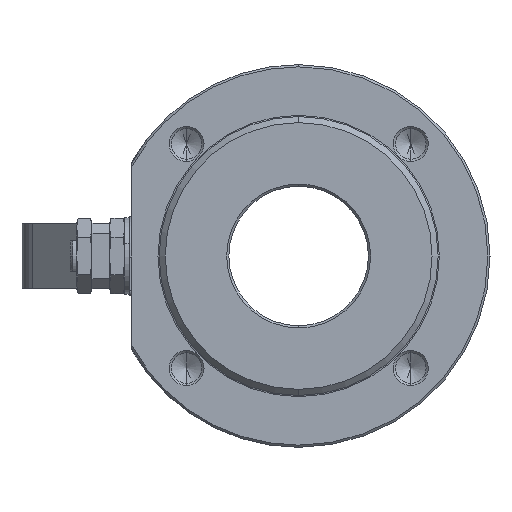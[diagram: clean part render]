
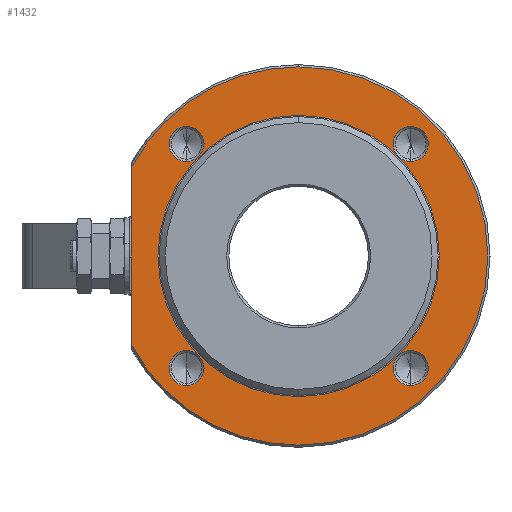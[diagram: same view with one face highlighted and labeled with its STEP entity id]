
A CAD part, left-side view. The second image highlights one B-rep face of the part: STEP entity #1432.
In plain terms, the highlighted planar face has unit normal (-1, 0, 0).
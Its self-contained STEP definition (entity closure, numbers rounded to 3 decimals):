
#1150 = EDGE_CURVE ( 'NONE', #2818, #2862, #5417, .T. ) ;
#1198 = EDGE_CURVE ( 'NONE', #1199, #2791, #5555, .T. ) ;
#1199 = VERTEX_POINT ( 'NONE', #5550 ) ;
#1371 = EDGE_CURVE ( 'NONE', #2305, #2296, #5778, .T. ) ;
#1376 = EDGE_CURVE ( 'NONE', #2402, #2406, #5772, .T. ) ;
#1417 = EDGE_CURVE ( 'NONE', #2297, #2299, #5882, .T. ) ;
#1432 = ADVANCED_FACE ( 'NONE', ( #5926, #5921, #5920, #5919, #5918, #5917 ), #5916, .T. ) ;
#1433 = EDGE_LOOP ( 'NONE', ( #1434, #1488 ) ) ;
#1434 = ORIENTED_EDGE ( 'NONE', *, *, #2858, .T. ) ;
#1460 = EDGE_CURVE ( 'NONE', #2267, #2279, #5962, .T. ) ;
#1476 = ORIENTED_EDGE ( 'NONE', *, *, #2206, .F. ) ;
#1477 = EDGE_LOOP ( 'NONE', ( #1478, #1480, #1481, #1482 ) ) ;
#1478 = ORIENTED_EDGE ( 'NONE', *, *, #1479, .F. ) ;
#1479 = EDGE_CURVE ( 'NONE', #1199, #2798, #6034, .T. ) ;
#1480 = ORIENTED_EDGE ( 'NONE', *, *, #1198, .T. ) ;
#1481 = ORIENTED_EDGE ( 'NONE', *, *, #2790, .T. ) ;
#1482 = ORIENTED_EDGE ( 'NONE', *, *, #2804, .T. ) ;
#1488 = ORIENTED_EDGE ( 'NONE', *, *, #1150, .T. ) ;
#1489 = EDGE_LOOP ( 'NONE', ( #1490, #1491 ) ) ;
#1490 = ORIENTED_EDGE ( 'NONE', *, *, #1376, .F. ) ;
#1491 = ORIENTED_EDGE ( 'NONE', *, *, #2401, .F. ) ;
#1492 = EDGE_LOOP ( 'NONE', ( #1493, #1494 ) ) ;
#1493 = ORIENTED_EDGE ( 'NONE', *, *, #1371, .F. ) ;
#1494 = ORIENTED_EDGE ( 'NONE', *, *, #2253, .F. ) ;
#1495 = EDGE_LOOP ( 'NONE', ( #1496, #1497 ) ) ;
#1496 = ORIENTED_EDGE ( 'NONE', *, *, #1417, .F. ) ;
#1497 = ORIENTED_EDGE ( 'NONE', *, *, #2251, .F. ) ;
#1498 = EDGE_LOOP ( 'NONE', ( #1499, #1476 ) ) ;
#1499 = ORIENTED_EDGE ( 'NONE', *, *, #1460, .F. ) ;
#2206 = EDGE_CURVE ( 'NONE', #2279, #2267, #7342, .T. ) ;
#2251 = EDGE_CURVE ( 'NONE', #2299, #2297, #7483, .T. ) ;
#2253 = EDGE_CURVE ( 'NONE', #2296, #2305, #7478, .T. ) ;
#2267 = VERTEX_POINT ( 'NONE', #7509 ) ;
#2279 = VERTEX_POINT ( 'NONE', #7546 ) ;
#2296 = VERTEX_POINT ( 'NONE', #7585 ) ;
#2297 = VERTEX_POINT ( 'NONE', #7584 ) ;
#2299 = VERTEX_POINT ( 'NONE', #7583 ) ;
#2305 = VERTEX_POINT ( 'NONE', #7571 ) ;
#2401 = EDGE_CURVE ( 'NONE', #2406, #2402, #7739, .T. ) ;
#2402 = VERTEX_POINT ( 'NONE', #7729 ) ;
#2406 = VERTEX_POINT ( 'NONE', #7728 ) ;
#2790 = EDGE_CURVE ( 'NONE', #2791, #2811, #8506, .T. ) ;
#2791 = VERTEX_POINT ( 'NONE', #8501 ) ;
#2798 = VERTEX_POINT ( 'NONE', #8500 ) ;
#2804 = EDGE_CURVE ( 'NONE', #2811, #2798, #8489, .T. ) ;
#2811 = VERTEX_POINT ( 'NONE', #8533 ) ;
#2818 = VERTEX_POINT ( 'NONE', #8579 ) ;
#2858 = EDGE_CURVE ( 'NONE', #2862, #2818, #8670, .T. ) ;
#2862 = VERTEX_POINT ( 'NONE', #8661 ) ;
#5409 = DIRECTION ( 'NONE',  ( 0., 0., 1. ) ) ;
#5410 = DIRECTION ( 'NONE',  ( 1., 0., 0. ) ) ;
#5411 = CARTESIAN_POINT ( 'NONE',  ( -48.5, 0., 0. ) ) ;
#5412 = AXIS2_PLACEMENT_3D ( 'NONE', #5411, #5410, #5409 ) ;
#5417 = CIRCLE ( 'NONE', #5412, 64.331 ) ;
#5550 = CARTESIAN_POINT ( 'NONE',  ( -48.5, 76.5, -40.373 ) ) ;
#5551 = DIRECTION ( 'NONE',  ( 0., 0., 1. ) ) ;
#5552 = DIRECTION ( 'NONE',  ( -1., 0., 0. ) ) ;
#5553 = CARTESIAN_POINT ( 'NONE',  ( -48.5, 0., 0. ) ) ;
#5554 = AXIS2_PLACEMENT_3D ( 'NONE', #5553, #5552, #5551 ) ;
#5555 = CIRCLE ( 'NONE', #5554, 86.5 ) ;
#5770 = CARTESIAN_POINT ( 'NONE',  ( -48.5, 51.265, -51.265 ) ) ;
#5771 = AXIS2_PLACEMENT_3D ( 'NONE', #5770, #5832, #5831 ) ;
#5772 = CIRCLE ( 'NONE', #5771, 8. ) ;
#5774 = DIRECTION ( 'NONE',  ( 0., 0., 1. ) ) ;
#5775 = DIRECTION ( 'NONE',  ( -1., 0., 0. ) ) ;
#5776 = CARTESIAN_POINT ( 'NONE',  ( -48.5, -51.265, -51.265 ) ) ;
#5777 = AXIS2_PLACEMENT_3D ( 'NONE', #5776, #5775, #5774 ) ;
#5778 = CIRCLE ( 'NONE', #5777, 8. ) ;
#5831 = DIRECTION ( 'NONE',  ( 0., 0., 1. ) ) ;
#5832 = DIRECTION ( 'NONE',  ( -1., 0., 0. ) ) ;
#5878 = DIRECTION ( 'NONE',  ( 0., 0., 1. ) ) ;
#5879 = DIRECTION ( 'NONE',  ( -1., 0., 0. ) ) ;
#5880 = CARTESIAN_POINT ( 'NONE',  ( -48.5, -51.265, 51.265 ) ) ;
#5881 = AXIS2_PLACEMENT_3D ( 'NONE', #5880, #5879, #5878 ) ;
#5882 = CIRCLE ( 'NONE', #5881, 8. ) ;
#5912 = DIRECTION ( 'NONE',  ( 0., 0., 1. ) ) ;
#5913 = DIRECTION ( 'NONE',  ( -1., 0., 0. ) ) ;
#5914 = AXIS2_PLACEMENT_3D ( 'NONE', #5915, #5913, #5912 ) ;
#5915 = CARTESIAN_POINT ( 'NONE',  ( -48.5, 64., 0. ) ) ;
#5916 = PLANE ( 'NONE',  #5914 ) ;
#5917 = FACE_OUTER_BOUND ( 'NONE', #1477, .T. ) ;
#5918 = FACE_BOUND ( 'NONE', #1498, .T. ) ;
#5919 = FACE_BOUND ( 'NONE', #1495, .T. ) ;
#5920 = FACE_BOUND ( 'NONE', #1492, .T. ) ;
#5921 = FACE_BOUND ( 'NONE', #1489, .T. ) ;
#5926 = FACE_BOUND ( 'NONE', #1433, .T. ) ;
#5958 = DIRECTION ( 'NONE',  ( 0., 0., 1. ) ) ;
#5959 = DIRECTION ( 'NONE',  ( -1., 0., 0. ) ) ;
#5960 = CARTESIAN_POINT ( 'NONE',  ( -48.5, 51.265, 51.265 ) ) ;
#5961 = AXIS2_PLACEMENT_3D ( 'NONE', #5960, #5959, #5958 ) ;
#5962 = CIRCLE ( 'NONE', #5961, 8. ) ;
#6028 = DIRECTION ( 'NONE',  ( 0., 0., 1. ) ) ;
#6029 = VECTOR ( 'NONE', #6028, 1000. ) ;
#6030 = CARTESIAN_POINT ( 'NONE',  ( -48.5, 76.5, 0. ) ) ;
#6034 = LINE ( 'NONE', #6030, #6029 ) ;
#7338 = DIRECTION ( 'NONE',  ( 0., 0., 1. ) ) ;
#7339 = DIRECTION ( 'NONE',  ( -1., 0., 0. ) ) ;
#7340 = CARTESIAN_POINT ( 'NONE',  ( -48.5, 51.265, 51.265 ) ) ;
#7341 = AXIS2_PLACEMENT_3D ( 'NONE', #7340, #7339, #7338 ) ;
#7342 = CIRCLE ( 'NONE', #7341, 8. ) ;
#7474 = DIRECTION ( 'NONE',  ( 0., 0., 1. ) ) ;
#7475 = DIRECTION ( 'NONE',  ( -1., 0., 0. ) ) ;
#7476 = CARTESIAN_POINT ( 'NONE',  ( -48.5, -51.265, -51.265 ) ) ;
#7477 = AXIS2_PLACEMENT_3D ( 'NONE', #7476, #7475, #7474 ) ;
#7478 = CIRCLE ( 'NONE', #7477, 8. ) ;
#7479 = DIRECTION ( 'NONE',  ( 0., 0., 1. ) ) ;
#7480 = DIRECTION ( 'NONE',  ( -1., 0., 0. ) ) ;
#7481 = CARTESIAN_POINT ( 'NONE',  ( -48.5, -51.265, 51.265 ) ) ;
#7482 = AXIS2_PLACEMENT_3D ( 'NONE', #7481, #7480, #7479 ) ;
#7483 = CIRCLE ( 'NONE', #7482, 8. ) ;
#7509 = CARTESIAN_POINT ( 'NONE',  ( -48.5, 51.265, 59.265 ) ) ;
#7546 = CARTESIAN_POINT ( 'NONE',  ( -48.5, 51.265, 43.265 ) ) ;
#7571 = CARTESIAN_POINT ( 'NONE',  ( -48.5, -51.265, -43.265 ) ) ;
#7583 = CARTESIAN_POINT ( 'NONE',  ( -48.5, -51.265, 43.265 ) ) ;
#7584 = CARTESIAN_POINT ( 'NONE',  ( -48.5, -51.265, 59.265 ) ) ;
#7585 = CARTESIAN_POINT ( 'NONE',  ( -48.5, -51.265, -59.265 ) ) ;
#7728 = CARTESIAN_POINT ( 'NONE',  ( -48.5, 51.265, -59.265 ) ) ;
#7729 = CARTESIAN_POINT ( 'NONE',  ( -48.5, 51.265, -43.265 ) ) ;
#7730 = DIRECTION ( 'NONE',  ( 0., 0., 1. ) ) ;
#7731 = DIRECTION ( 'NONE',  ( -1., 0., 0. ) ) ;
#7732 = CARTESIAN_POINT ( 'NONE',  ( -48.5, 51.265, -51.265 ) ) ;
#7733 = AXIS2_PLACEMENT_3D ( 'NONE', #7732, #7731, #7730 ) ;
#7739 = CIRCLE ( 'NONE', #7733, 8. ) ;
#8489 = CIRCLE ( 'NONE', #8549, 86.5 ) ;
#8500 = CARTESIAN_POINT ( 'NONE',  ( -48.5, 76.5, 40.373 ) ) ;
#8501 = CARTESIAN_POINT ( 'NONE',  ( -48.5, 0., -86.5 ) ) ;
#8502 = DIRECTION ( 'NONE',  ( 0., 0., 1. ) ) ;
#8503 = DIRECTION ( 'NONE',  ( -1., 0., 0. ) ) ;
#8504 = CARTESIAN_POINT ( 'NONE',  ( -48.5, 0., 0. ) ) ;
#8505 = AXIS2_PLACEMENT_3D ( 'NONE', #8504, #8503, #8502 ) ;
#8506 = CIRCLE ( 'NONE', #8505, 86.5 ) ;
#8533 = CARTESIAN_POINT ( 'NONE',  ( -48.5, 0., 86.5 ) ) ;
#8546 = DIRECTION ( 'NONE',  ( 0., 0., 1. ) ) ;
#8547 = DIRECTION ( 'NONE',  ( -1., 0., 0. ) ) ;
#8548 = CARTESIAN_POINT ( 'NONE',  ( -48.5, 0., 0. ) ) ;
#8549 = AXIS2_PLACEMENT_3D ( 'NONE', #8548, #8547, #8546 ) ;
#8579 = CARTESIAN_POINT ( 'NONE',  ( -48.5, 0., -64.331 ) ) ;
#8610 = CARTESIAN_POINT ( 'NONE',  ( -48.5, 0., 0. ) ) ;
#8661 = CARTESIAN_POINT ( 'NONE',  ( -48.5, 0., 64.331 ) ) ;
#8667 = DIRECTION ( 'NONE',  ( 0., 0., 1. ) ) ;
#8668 = DIRECTION ( 'NONE',  ( 1., 0., 0. ) ) ;
#8669 = AXIS2_PLACEMENT_3D ( 'NONE', #8610, #8668, #8667 ) ;
#8670 = CIRCLE ( 'NONE', #8669, 64.331 ) ;
